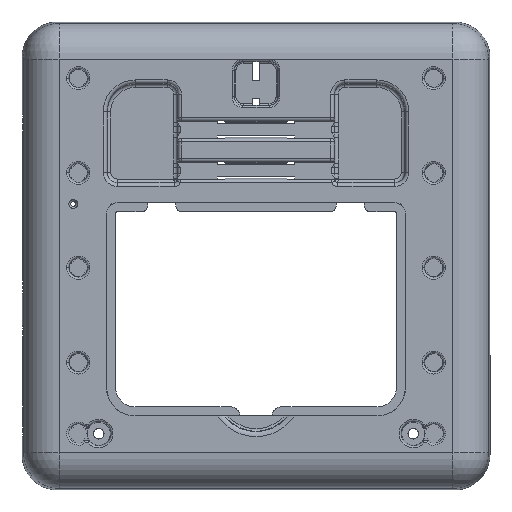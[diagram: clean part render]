
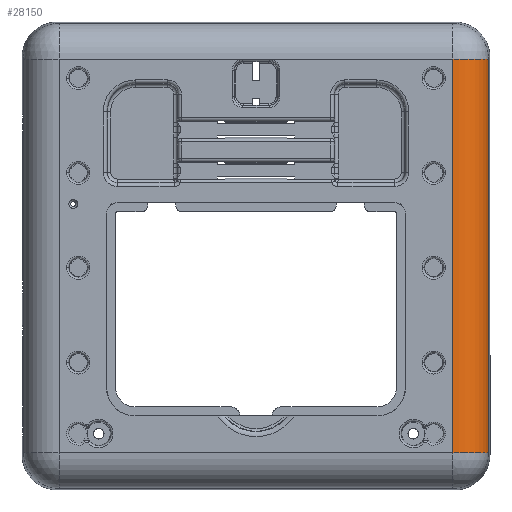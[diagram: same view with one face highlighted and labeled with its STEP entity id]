
A CAD part, top view. The second image highlights one B-rep face of the part: STEP entity #28150.
In plain terms, the highlighted cylindrical face has radius 10 mm (diameter 20 mm), a partial arc.
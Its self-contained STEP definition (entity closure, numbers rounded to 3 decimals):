
#1474 = DIRECTION ( 'NONE',  ( 0., 0., -1. ) ) ;
#2439 = DIRECTION ( 'NONE',  ( 0., 1., 0. ) ) ;
#2457 = CARTESIAN_POINT ( 'NONE',  ( 65.363, 55.377, 8.723 ) ) ;
#3198 = CARTESIAN_POINT ( 'NONE',  ( 55.377, -55.377, 8.2 ) ) ;
#4246 = VERTEX_POINT ( 'NONE', #2457 ) ;
#6087 = EDGE_CURVE ( 'NONE', #4246, #29983, #7510, .T. ) ;
#6149 = DIRECTION ( 'NONE',  ( 0., 0., -1. ) ) ;
#7510 = LINE ( 'NONE', #29725, #33740 ) ;
#7939 = EDGE_LOOP ( 'NONE', ( #37077, #36161, #32043, #17535 ) ) ;
#9225 = CIRCLE ( 'NONE', #35879, 10. ) ;
#9571 = CYLINDRICAL_SURFACE ( 'NONE', #19870, 10. ) ;
#10497 = CARTESIAN_POINT ( 'NONE',  ( 55.377, -55.377, 18.2 ) ) ;
#10511 = VERTEX_POINT ( 'NONE', #16899 ) ;
#16030 = EDGE_CURVE ( 'NONE', #29983, #36045, #26316, .T. ) ;
#16899 = CARTESIAN_POINT ( 'NONE',  ( 55.377, 55.377, 18.2 ) ) ;
#17018 = CARTESIAN_POINT ( 'NONE',  ( 55.377, 54.88, 18.2 ) ) ;
#17535 = ORIENTED_EDGE ( 'NONE', *, *, #6087, .F. ) ;
#18993 = DIRECTION ( 'NONE',  ( 0., -1., 0. ) ) ;
#19034 = AXIS2_PLACEMENT_3D ( 'NONE', #3198, #23594, #6149 ) ;
#19870 = AXIS2_PLACEMENT_3D ( 'NONE', #23524, #26535, #32184 ) ;
#21083 = DIRECTION ( 'NONE',  ( 0., -1., 0. ) ) ;
#23524 = CARTESIAN_POINT ( 'NONE',  ( 55.377, 0., 8.2 ) ) ;
#23594 = DIRECTION ( 'NONE',  ( 0., -1., 0. ) ) ;
#24936 = EDGE_CURVE ( 'NONE', #4246, #10511, #9225, .T. ) ;
#26316 = CIRCLE ( 'NONE', #19034, 10. ) ;
#26535 = DIRECTION ( 'NONE',  ( 0., 1., 0. ) ) ;
#27544 = LINE ( 'NONE', #17018, #33386 ) ;
#28150 = ADVANCED_FACE ( 'NONE', ( #33571 ), #9571, .T. ) ;
#28630 = EDGE_CURVE ( 'NONE', #36045, #10511, #27544, .T. ) ;
#29725 = CARTESIAN_POINT ( 'NONE',  ( 65.363, -54.88, 8.723 ) ) ;
#29983 = VERTEX_POINT ( 'NONE', #35586 ) ;
#32043 = ORIENTED_EDGE ( 'NONE', *, *, #16030, .F. ) ;
#32184 = DIRECTION ( 'NONE',  ( -1., 0., 0. ) ) ;
#33386 = VECTOR ( 'NONE', #2439, 1000. ) ;
#33571 = FACE_OUTER_BOUND ( 'NONE', #7939, .T. ) ;
#33740 = VECTOR ( 'NONE', #21083, 1000. ) ;
#35586 = CARTESIAN_POINT ( 'NONE',  ( 65.363, -55.377, 8.723 ) ) ;
#35879 = AXIS2_PLACEMENT_3D ( 'NONE', #36207, #18993, #1474 ) ;
#36045 = VERTEX_POINT ( 'NONE', #10497 ) ;
#36161 = ORIENTED_EDGE ( 'NONE', *, *, #28630, .F. ) ;
#36207 = CARTESIAN_POINT ( 'NONE',  ( 55.377, 55.377, 8.2 ) ) ;
#37077 = ORIENTED_EDGE ( 'NONE', *, *, #24936, .T. ) ;
